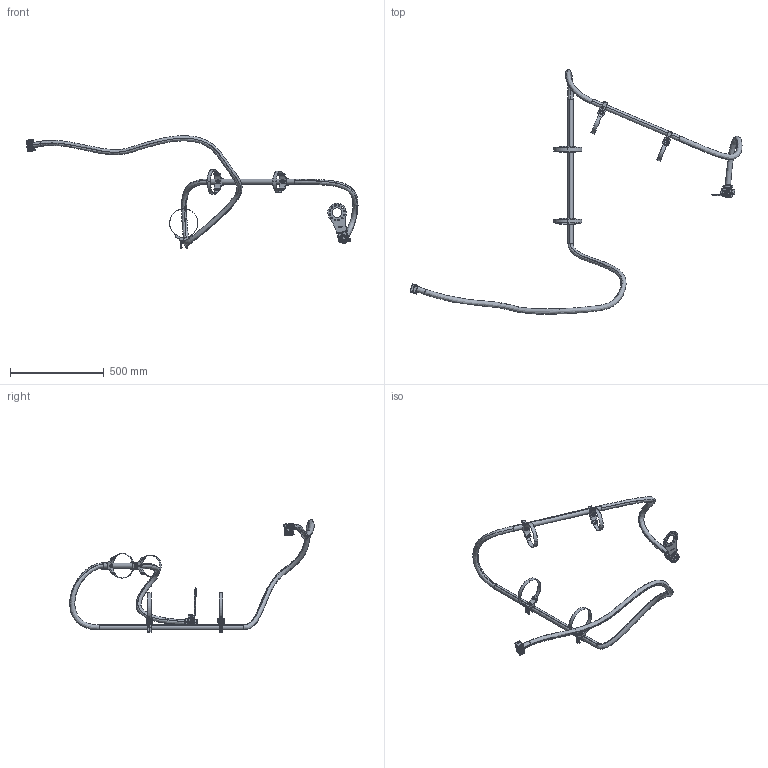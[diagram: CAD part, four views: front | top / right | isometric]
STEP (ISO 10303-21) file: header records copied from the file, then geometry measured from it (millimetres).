
FILE_DESCRIPTION (( 'STEP AP214' ), '1' );
FILE_NAME ('P2520.STEP', '2024-05-30T11:34:56', ( '' ), ( '' ), 'SwSTEP 2.0', 'SolidWorks 2024', '' );
FILE_SCHEMA (( 'AUTOMOTIVE_DESIGN' ));
Length unit declared in the file: millimetre
Products named in the file (1): P2520
Bounding box: 1773.74 x 1306.48 x 601.58 mm (x, y, z)
Volume: 1384082.7 mm3; surface area: 944584 mm2
Topology: 32 solids, 32 shells, 2184 faces, 5852 edges, 3840 vertices
Faces by surface type: plane 866, cylinder 725, bspline 405, torus 112, cone 72, sphere 4
Entity records: 142705 total; most frequent: CARTESIAN_POINT 89800, ORIENTED_EDGE 11684, DIRECTION 9872, EDGE_CURVE 5842, VERTEX_POINT 3834, AXIS2_PLACEMENT_3D 3476, VECTOR 2920, LINE 2920
